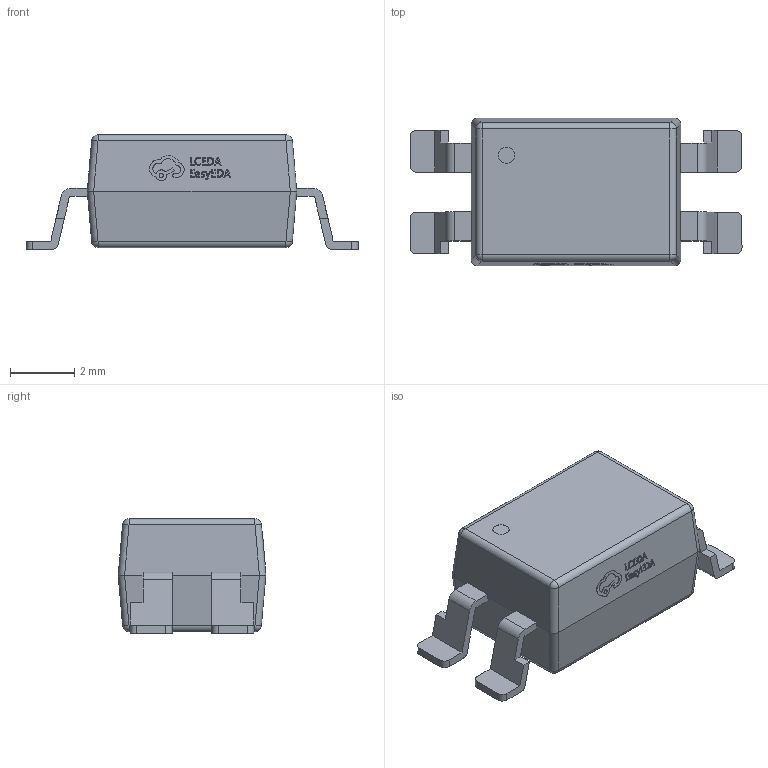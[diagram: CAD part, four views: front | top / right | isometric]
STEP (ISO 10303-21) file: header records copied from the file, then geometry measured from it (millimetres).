
FILE_DESCRIPTION (( 'STEP AP214' ), '1' );
FILE_NAME ('SMD-4_L4.6-W6.4-P2.54-LS10.0-TL.STEP', '2023-07-20T13:55:23', ( '' ), ( '' ), 'SwSTEP 2.0', 'SolidWorks 2020', '' );
FILE_SCHEMA (( 'AUTOMOTIVE_DESIGN' ));
Length unit declared in the file: millimetre
Products named in the file (1): SMD-4_L4.6-W6.4-P2.54-LS10.0-TL
Bounding box: 10.3 x 4.58 x 3.55 mm (x, y, z)
Volume: 101.5 mm3; surface area: 159.6 mm2
Topology: 1 solids, 1 shells, 325 faces, 877 edges, 574 vertices
Faces by surface type: plane 181, bspline 98, cylinder 38, sphere 8
Entity records: 14224 total; most frequent: CARTESIAN_POINT 3095, ORIENTED_EDGE 1754, DIRECTION 1197, EDGE_CURVE 877, VECTOR 605, LINE 605, VERTEX_POINT 574, EDGE_LOOP 345
